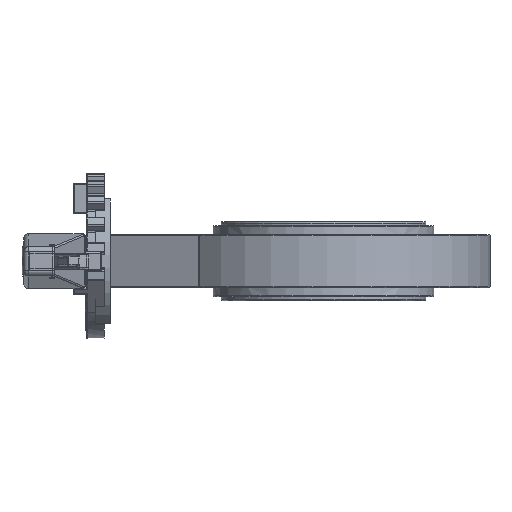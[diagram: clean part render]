
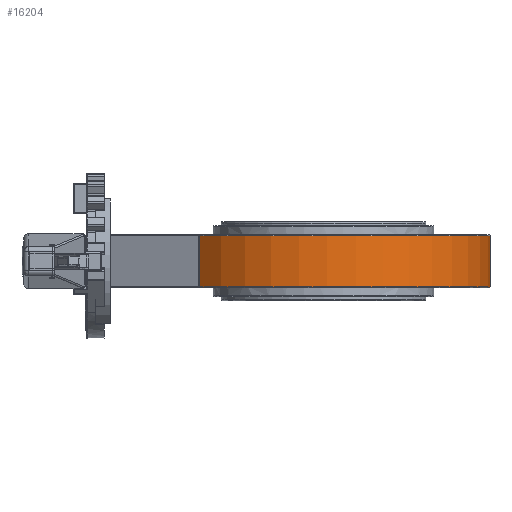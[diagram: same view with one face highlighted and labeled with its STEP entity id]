
A CAD part, left-side view. The second image highlights one B-rep face of the part: STEP entity #16204.
In plain terms, the highlighted cylindrical face has radius 113.25 mm (diameter 226.5 mm), a partial arc.
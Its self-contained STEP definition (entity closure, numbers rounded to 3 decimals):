
#1524=LINE('',#25464,#2660);
#1526=LINE('',#25467,#2662);
#2660=VECTOR('',#19732,10.);
#2662=VECTOR('',#19736,10.);
#3649=CYLINDRICAL_SURFACE('',#17475,113.25);
#4010=FACE_OUTER_BOUND('',#4969,.T.);
#4969=EDGE_LOOP('',(#11320,#11321,#11322,#11323));
#5899=CIRCLE('',#17227,113.25);
#5923=CIRCLE('',#17274,113.25);
#6679=VERTEX_POINT('',#24433);
#6680=VERTEX_POINT('',#24437);
#6733=VERTEX_POINT('',#24669);
#6734=VERTEX_POINT('',#24673);
#8228=EDGE_CURVE('',#6680,#6679,#5899,.T.);
#8304=EDGE_CURVE('',#6734,#6733,#5923,.T.);
#8534=EDGE_CURVE('',#6679,#6734,#1524,.T.);
#8536=EDGE_CURVE('',#6733,#6680,#1526,.T.);
#11320=ORIENTED_EDGE('',*,*,#8228,.F.);
#11321=ORIENTED_EDGE('',*,*,#8536,.F.);
#11322=ORIENTED_EDGE('',*,*,#8304,.F.);
#11323=ORIENTED_EDGE('',*,*,#8534,.F.);
#16204=ADVANCED_FACE('',(#4010),#3649,.T.);
#17227=AXIS2_PLACEMENT_3D('',#24439,#19083,#19084);
#17274=AXIS2_PLACEMENT_3D('',#24675,#19214,#19215);
#17475=AXIS2_PLACEMENT_3D('',#25466,#19734,#19735);
#19083=DIRECTION('center_axis',(0.,0.,1.));
#19084=DIRECTION('ref_axis',(0.,-1.,0.));
#19214=DIRECTION('center_axis',(0.,0.,-1.));
#19215=DIRECTION('ref_axis',(0.,-1.,0.));
#19732=DIRECTION('',(0.,0.,-1.));
#19734=DIRECTION('center_axis',(0.,0.,1.));
#19735=DIRECTION('ref_axis',(0.,-1.,0.));
#19736=DIRECTION('',(0.,0.,1.));
#24433=CARTESIAN_POINT('',(75.807,84.136,17.5));
#24437=CARTESIAN_POINT('',(-75.807,84.136,17.5));
#24439=CARTESIAN_POINT('Origin',(0.,0.,17.5));
#24669=CARTESIAN_POINT('',(-75.807,84.136,-17.5));
#24673=CARTESIAN_POINT('',(75.807,84.136,-17.5));
#24675=CARTESIAN_POINT('Origin',(0.,0.,-17.5));
#25464=CARTESIAN_POINT('',(75.807,84.136,0.));
#25466=CARTESIAN_POINT('Origin',(0.,0.,0.));
#25467=CARTESIAN_POINT('',(-75.807,84.136,0.));
